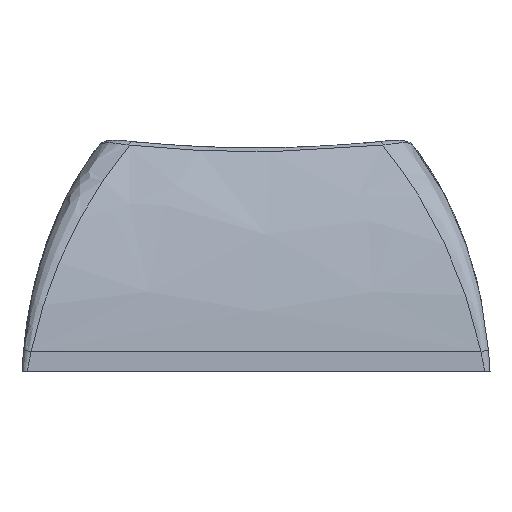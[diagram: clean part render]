
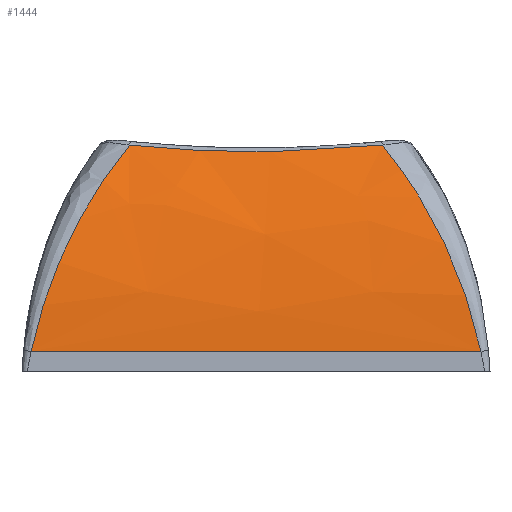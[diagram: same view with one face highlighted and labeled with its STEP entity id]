
A CAD part, left-side view. The second image highlights one B-rep face of the part: STEP entity #1444.
In plain terms, the highlighted free-form (B-spline) face has degree [3, 1] with [5, 2] control points.
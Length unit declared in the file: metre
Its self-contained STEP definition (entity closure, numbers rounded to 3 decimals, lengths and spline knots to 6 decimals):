
#49=B_SPLINE_SURFACE_WITH_KNOTS('',3,1,((#3508,#3509),(#3510,#3511),(#3512,
#3513),(#3514,#3515),(#3516,#3517)),.SURF_OF_LINEAR_EXTRUSION.,.F.,.F.,
 .F.,(4,1,4),(2,2),(0.03509,0.517545,1.),
(0.,1.),.UNSPECIFIED.);
#92=B_SPLINE_CURVE_WITH_KNOTS('',3,(#2509,#2510,#2511,#2512),
 .UNSPECIFIED.,.F.,.F.,(4,4),(0.,1.),.UNSPECIFIED.);
#115=B_SPLINE_CURVE_WITH_KNOTS('',3,(#3229,#3230,#3231,#3232,#3233,#3234,
#3235,#3236,#3237,#3238,#3239,#3240,#3241,#3242,#3243,#3244,#3245,#3246),
 .UNSPECIFIED.,.F.,.F.,(4,1,1,1,1,1,1,1,1,1,1,1,1,1,1,4),(0.,0.125,0.25,
0.375,0.5,0.625,0.75,0.8125,0.875,0.90625,0.9375,0.953125,0.960938,0.96875,
0.984375,1.),.UNSPECIFIED.);
#119=B_SPLINE_CURVE_WITH_KNOTS('',3,(#3400,#3401,#3402,#3403,#3404,#3405,
#3406,#3407,#3408,#3409,#3410,#3411,#3412,#3413,#3414,#3415,#3416,#3417),
 .UNSPECIFIED.,.F.,.F.,(4,1,1,1,1,1,1,1,1,1,1,1,1,1,1,4),(0.,0.015625,0.03125,
0.039063,0.046875,0.0625,0.09375,0.125,0.1875,0.25,0.375,0.5,0.625,0.75,
0.875,1.),.UNSPECIFIED.);
#526=ORIENTED_EDGE('',*,*,#762,.T.);
#527=ORIENTED_EDGE('',*,*,#728,.T.);
#528=ORIENTED_EDGE('',*,*,#767,.T.);
#529=ORIENTED_EDGE('',*,*,#780,.T.);
#728=EDGE_CURVE('',#886,#881,#92,.T.);
#762=EDGE_CURVE('',#905,#886,#115,.T.);
#767=EDGE_CURVE('',#881,#908,#119,.T.);
#780=EDGE_CURVE('',#908,#905,#1033,.T.);
#881=VERTEX_POINT('',#2451);
#886=VERTEX_POINT('',#2494);
#905=VERTEX_POINT('',#3247);
#908=VERTEX_POINT('',#3418);
#1033=LINE('',#3507,#1151);
#1151=VECTOR('',#1776,1.);
#1232=EDGE_LOOP('',(#526,#527,#528,#529));
#1320=FACE_BOUND('',#1232,.T.);
#1444=ADVANCED_FACE('',(#1320),#49,.T.);
#1776=DIRECTION('',(0.,-1.,0.));
#2451=CARTESIAN_POINT('',(0.251024,0.071774,0.008863));
#2494=CARTESIAN_POINT('',(0.251024,0.061877,0.008863));
#2509=CARTESIAN_POINT('',(0.251024,0.061877,0.008863));
#2510=CARTESIAN_POINT('',(0.250744,0.065176,0.008511));
#2511=CARTESIAN_POINT('',(0.250744,0.068475,0.008511));
#2512=CARTESIAN_POINT('',(0.251024,0.071774,0.008863));
#3229=CARTESIAN_POINT('',(0.248061,0.058026,0.0008));
#3230=CARTESIAN_POINT('',(0.248097,0.058115,0.001211));
#3231=CARTESIAN_POINT('',(0.248189,0.058301,0.001974));
#3232=CARTESIAN_POINT('',(0.24841,0.058669,0.003139));
#3233=CARTESIAN_POINT('',(0.248679,0.059068,0.004183));
#3234=CARTESIAN_POINT('',(0.249042,0.059564,0.005281));
#3235=CARTESIAN_POINT('',(0.249426,0.060059,0.006221));
#3236=CARTESIAN_POINT('',(0.249828,0.060547,0.007033));
#3237=CARTESIAN_POINT('',(0.250151,0.060924,0.0076));
#3238=CARTESIAN_POINT('',(0.250384,0.061187,0.007972));
#3239=CARTESIAN_POINT('',(0.250555,0.061378,0.008228));
#3240=CARTESIAN_POINT('',(0.250688,0.061523,0.008418));
#3241=CARTESIAN_POINT('',(0.250758,0.061598,0.008514));
#3242=CARTESIAN_POINT('',(0.250823,0.061669,0.008602));
#3243=CARTESIAN_POINT('',(0.250852,0.0617,0.008641));
#3244=CARTESIAN_POINT('',(0.250928,0.06178,0.008742));
#3245=CARTESIAN_POINT('',(0.251004,0.061856,0.008837));
#3246=CARTESIAN_POINT('',(0.251024,0.061877,0.008863));
#3247=CARTESIAN_POINT('',(0.248061,0.058027,0.0008));
#3400=CARTESIAN_POINT('',(0.251024,0.071774,0.008863));
#3401=CARTESIAN_POINT('',(0.251003,0.071795,0.008837));
#3402=CARTESIAN_POINT('',(0.250928,0.071871,0.008742));
#3403=CARTESIAN_POINT('',(0.250852,0.07195,0.008641));
#3404=CARTESIAN_POINT('',(0.250823,0.071982,0.008602));
#3405=CARTESIAN_POINT('',(0.250758,0.072052,0.008514));
#3406=CARTESIAN_POINT('',(0.250688,0.072128,0.008418));
#3407=CARTESIAN_POINT('',(0.250556,0.072272,0.008229));
#3408=CARTESIAN_POINT('',(0.250383,0.072464,0.007971));
#3409=CARTESIAN_POINT('',(0.250152,0.072727,0.007601));
#3410=CARTESIAN_POINT('',(0.249828,0.073104,0.007033));
#3411=CARTESIAN_POINT('',(0.249427,0.073592,0.006221));
#3412=CARTESIAN_POINT('',(0.249042,0.074087,0.005281));
#3413=CARTESIAN_POINT('',(0.248679,0.074583,0.004183));
#3414=CARTESIAN_POINT('',(0.24841,0.074982,0.003139));
#3415=CARTESIAN_POINT('',(0.248189,0.075349,0.001975));
#3416=CARTESIAN_POINT('',(0.248097,0.075536,0.001211));
#3417=CARTESIAN_POINT('',(0.248061,0.075624,0.0008));
#3418=CARTESIAN_POINT('',(0.248061,0.075624,0.0008));
#3507=CARTESIAN_POINT('',(0.248061,0.066913,0.0008));
#3508=CARTESIAN_POINT('',(0.251057,0.07573,0.008904));
#3509=CARTESIAN_POINT('',(0.251057,0.057921,0.008904));
#3510=CARTESIAN_POINT('',(0.25014,0.07573,0.007764));
#3511=CARTESIAN_POINT('',(0.25014,0.057921,0.007764));
#3512=CARTESIAN_POINT('',(0.248792,0.07573,0.005121));
#3513=CARTESIAN_POINT('',(0.248792,0.057921,0.005121));
#3514=CARTESIAN_POINT('',(0.248187,0.07573,0.00226));
#3515=CARTESIAN_POINT('',(0.248187,0.057921,0.00226));
#3516=CARTESIAN_POINT('',(0.248061,0.07573,0.0008));
#3517=CARTESIAN_POINT('',(0.248061,0.057921,0.0008));
